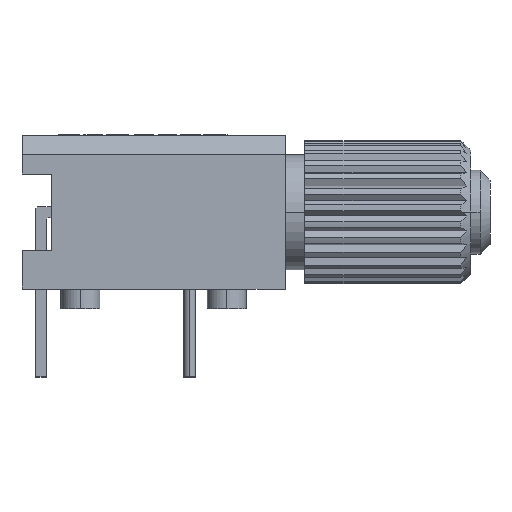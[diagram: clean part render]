
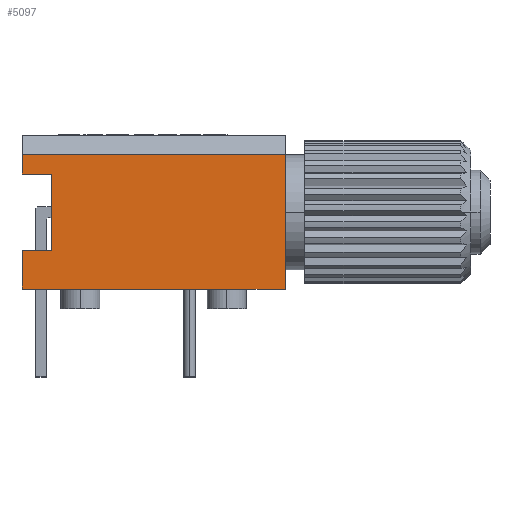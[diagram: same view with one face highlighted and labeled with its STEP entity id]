
A CAD part, top view. The second image highlights one B-rep face of the part: STEP entity #5097.
In plain terms, the highlighted planar face has unit normal (0, 0, 1).
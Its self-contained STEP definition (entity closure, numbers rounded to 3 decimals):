
#207 = ORIENTED_EDGE ( 'NONE', *, *, #5812, .T. ) ;
#279 = VERTEX_POINT ( 'NONE', #3283 ) ;
#744 = ORIENTED_EDGE ( 'NONE', *, *, #6864, .F. ) ;
#1450 = CARTESIAN_POINT ( 'NONE',  ( 0., 1., 9. ) ) ;
#1805 = CARTESIAN_POINT ( 'NONE',  ( 6.75, 3., 9. ) ) ;
#2038 = CARTESIAN_POINT ( 'NONE',  ( 0., 3., 9. ) ) ;
#2239 = LINE ( 'NONE', #11418, #3642 ) ;
#2693 = EDGE_CURVE ( 'NONE', #3809, #10821, #7631, .T. ) ;
#2703 = CARTESIAN_POINT ( 'NONE',  ( 6.75, 4.95, 9. ) ) ;
#2888 = VECTOR ( 'NONE', #10082, 1000. ) ;
#2897 = CARTESIAN_POINT ( 'NONE',  ( 0., 1., 9. ) ) ;
#3283 = CARTESIAN_POINT ( 'NONE',  ( 1.5, 3., 9. ) ) ;
#3289 = AXIS2_PLACEMENT_3D ( 'NONE', #2703, #4556, #10072 ) ;
#3306 = VECTOR ( 'NONE', #8893, 1000. ) ;
#3346 = CARTESIAN_POINT ( 'NONE',  ( 0., 6.9, 9. ) ) ;
#3361 = DIRECTION ( 'NONE',  ( 0., -1., 0. ) ) ;
#3408 = EDGE_CURVE ( 'NONE', #6490, #7204, #7371, .T. ) ;
#3589 = ORIENTED_EDGE ( 'NONE', *, *, #9598, .F. ) ;
#3642 = VECTOR ( 'NONE', #5891, 1000. ) ;
#3809 = VERTEX_POINT ( 'NONE', #9244 ) ;
#3958 = EDGE_CURVE ( 'NONE', #7204, #279, #8966, .T. ) ;
#3999 = VECTOR ( 'NONE', #7493, 1000. ) ;
#4129 = ORIENTED_EDGE ( 'NONE', *, *, #3958, .T. ) ;
#4428 = CARTESIAN_POINT ( 'NONE',  ( 1.5, 4.95, 9. ) ) ;
#4556 = DIRECTION ( 'NONE',  ( 0., 0., 1. ) ) ;
#4627 = VECTOR ( 'NONE', #3361, 1000. ) ;
#4758 = EDGE_CURVE ( 'NONE', #279, #7981, #9299, .T. ) ;
#4832 = CARTESIAN_POINT ( 'NONE',  ( 13.5, 7.9, 9. ) ) ;
#4969 = VERTEX_POINT ( 'NONE', #6166 ) ;
#5097 = ADVANCED_FACE ( 'NONE', ( #10184 ), #6401, .T. ) ;
#5218 = ORIENTED_EDGE ( 'NONE', *, *, #4758, .T. ) ;
#5234 = DIRECTION ( 'NONE',  ( 0., 1., 0. ) ) ;
#5735 = VERTEX_POINT ( 'NONE', #1450 ) ;
#5812 = EDGE_CURVE ( 'NONE', #10821, #4969, #11734, .T. ) ;
#5891 = DIRECTION ( 'NONE',  ( 0., 1., 0. ) ) ;
#6166 = CARTESIAN_POINT ( 'NONE',  ( 0., 7.9, 9. ) ) ;
#6401 = PLANE ( 'NONE',  #3289 ) ;
#6490 = VERTEX_POINT ( 'NONE', #3346 ) ;
#6696 = VECTOR ( 'NONE', #5234, 1000. ) ;
#6864 = EDGE_CURVE ( 'NONE', #5735, #7981, #2239, .T. ) ;
#7054 = VECTOR ( 'NONE', #10450, 1000. ) ;
#7166 = CARTESIAN_POINT ( 'NONE',  ( 6.75, 7.9, 9. ) ) ;
#7204 = VERTEX_POINT ( 'NONE', #10727 ) ;
#7371 = LINE ( 'NONE', #9309, #3999 ) ;
#7493 = DIRECTION ( 'NONE',  ( 1., 0., 0. ) ) ;
#7631 = LINE ( 'NONE', #11381, #7054 ) ;
#7904 = LINE ( 'NONE', #9553, #6696 ) ;
#7981 = VERTEX_POINT ( 'NONE', #2038 ) ;
#8207 = ORIENTED_EDGE ( 'NONE', *, *, #3408, .T. ) ;
#8292 = ORIENTED_EDGE ( 'NONE', *, *, #11639, .F. ) ;
#8893 = DIRECTION ( 'NONE',  ( -1., 0., 0. ) ) ;
#8899 = ORIENTED_EDGE ( 'NONE', *, *, #2693, .T. ) ;
#8966 = LINE ( 'NONE', #4428, #4627 ) ;
#9244 = CARTESIAN_POINT ( 'NONE',  ( 13.5, 1., 9. ) ) ;
#9299 = LINE ( 'NONE', #1805, #2888 ) ;
#9309 = CARTESIAN_POINT ( 'NONE',  ( 0., 6.9, 9. ) ) ;
#9553 = CARTESIAN_POINT ( 'NONE',  ( 0., 8.9, 9. ) ) ;
#9598 = EDGE_CURVE ( 'NONE', #6490, #4969, #7904, .T. ) ;
#10072 = DIRECTION ( 'NONE',  ( 1., 0., 0. ) ) ;
#10082 = DIRECTION ( 'NONE',  ( -1., 0., 0. ) ) ;
#10184 = FACE_OUTER_BOUND ( 'NONE', #10931, .T. ) ;
#10203 = DIRECTION ( 'NONE',  ( -1., 0., 0. ) ) ;
#10289 = VECTOR ( 'NONE', #10203, 1000. ) ;
#10450 = DIRECTION ( 'NONE',  ( 0., 1., 0. ) ) ;
#10727 = CARTESIAN_POINT ( 'NONE',  ( 1.5, 6.9, 9. ) ) ;
#10821 = VERTEX_POINT ( 'NONE', #4832 ) ;
#10931 = EDGE_LOOP ( 'NONE', ( #207, #3589, #8207, #4129, #5218, #744, #8292, #8899 ) ) ;
#11041 = LINE ( 'NONE', #2897, #10289 ) ;
#11381 = CARTESIAN_POINT ( 'NONE',  ( 13.5, 4.95, 9. ) ) ;
#11418 = CARTESIAN_POINT ( 'NONE',  ( 0., 8.9, 9. ) ) ;
#11639 = EDGE_CURVE ( 'NONE', #3809, #5735, #11041, .T. ) ;
#11734 = LINE ( 'NONE', #7166, #3306 ) ;
